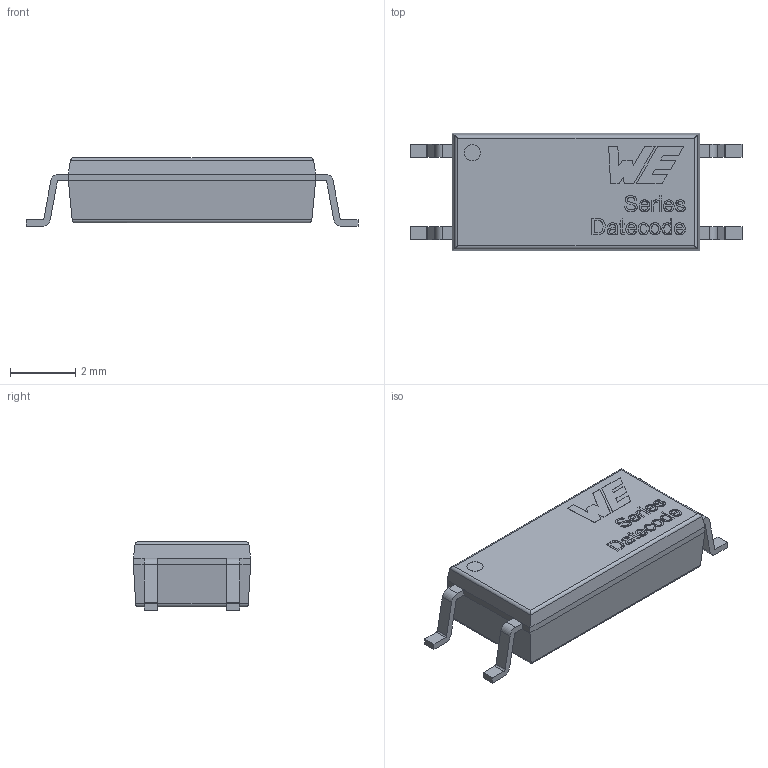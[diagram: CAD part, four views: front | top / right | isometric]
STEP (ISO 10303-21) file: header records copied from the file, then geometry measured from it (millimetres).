
FILE_DESCRIPTION(/* description */ ('Unknown'),/* implementation_level */ '2;1');
FILE_NAME(/* name */ 'WL-OCPT_140101xxx',/* time_stamp */ '2021-12-15T16:09:26+01:00',/* author */ ('Unknown'),/* organization */ ('Unknown'),/* preprocessor_version */ 'ST-DEVELOPER v16.7',/* originating_system */ 'Solid Edge',/* authorisation */ 'Unknown');
FILE_SCHEMA (('AUTOMOTIVE_DESIGN {1 0 10303 214 3 1 1}'));
Length unit declared in the file: millimetre
Products named in the file (3): WL-OCPT_140101xxx; Body; Pin
Assembly tree (2 placements, depth 2):
  WL-OCPT_140101xxx
    Body
    Pin
Bounding box: 10.2 x 3.6 x 2.1 mm (x, y, z)
Volume: 53.7 mm3; surface area: 142.2 mm2
Topology: 3 solids, 3 shells, 214 faces, 531 edges, 345 vertices
Faces by surface type: plane 155, bspline 34, cylinder 25
Full cylindrical faces by diameter (mm): 0.5 x1
Entity records: 9079 total; most frequent: CARTESIAN_POINT 3061, ORIENTED_EDGE 1052, DIRECTION 800, EDGE_CURVE 526, LINE 366, VECTOR 366, VERTEX_POINT 344, EDGE_LOOP 244
